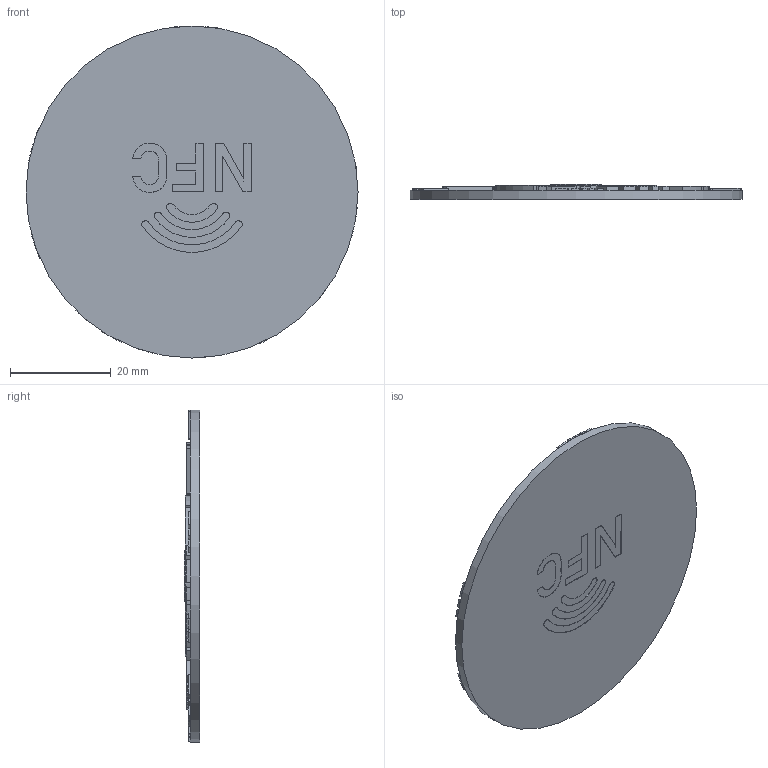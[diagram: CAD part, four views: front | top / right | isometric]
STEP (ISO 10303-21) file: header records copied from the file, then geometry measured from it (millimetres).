
FILE_DESCRIPTION(/* description */ (''),/* implementation_level */ '2;1');
FILE_NAME(/* name */ 'Sunburst v14.stp',/* time_stamp */ '2025-09-12T00:13:15+02:00',/* author */ (''),/* organization */ (''),/* preprocessor_version */ 'ST-DEVELOPER v20.1',/* originating_system */ 'Autodesk Translation Framework v14.10.0.0',/* authorisation */ '');
FILE_SCHEMA (('AUTOMOTIVE_DESIGN { 1 0 10303 214 3 1 1 }'));
Length unit declared in the file: millimetre
Products named in the file (9): Sunburst; Ring 0 - pro; Ring 0 - con; Ring 1 - pro; Ring 1 - con; Ring 2 - pro; Ring 2 - con; Thesis; NFC Text
Assembly tree (8 placements, depth 2):
  Sunburst
    Ring 0 - pro
    Ring 0 - con
    Ring 1 - pro
    Ring 1 - con
    Ring 2 - pro
    Ring 2 - con
    Thesis
    NFC Text
Bounding box: 66 x 3 x 66 mm (x, y, z)
Volume: 5332.5 mm3; surface area: 16098.4 mm2
Topology: 83 solids, 84 shells, 604 faces, 1287 edges, 858 vertices
Faces by surface type: plane 377, cylinder 179, bspline 48
Full cylindrical faces by diameter (mm): 10 x1, 50 x1, 66 x1
Entity records: 16606 total; most frequent: CARTESIAN_POINT 3198, DIRECTION 2695, ORIENTED_EDGE 2574, EDGE_CURVE 1287, AXIS2_PLACEMENT_3D 931, VERTEX_POINT 858, LINE 833, VECTOR 833
